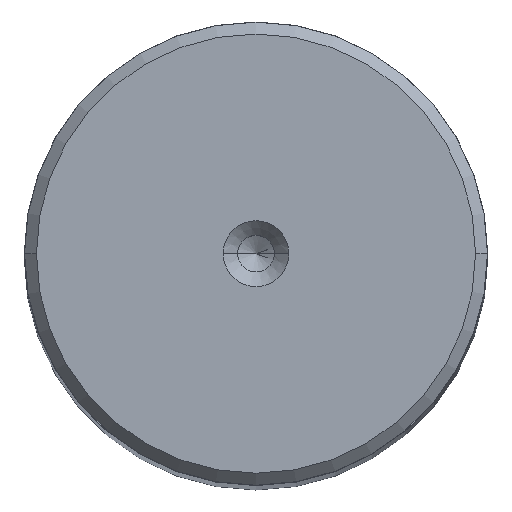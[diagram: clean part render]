
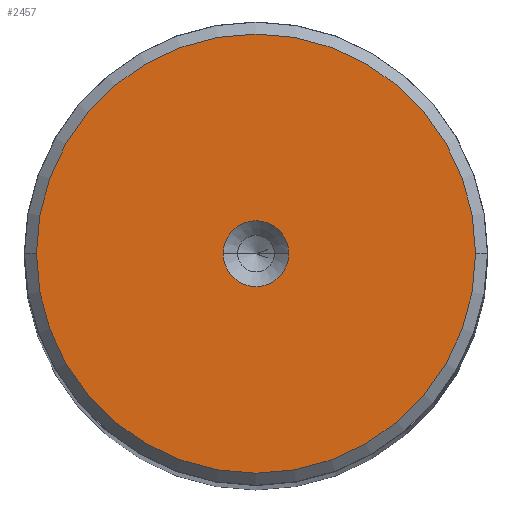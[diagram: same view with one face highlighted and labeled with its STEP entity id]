
A CAD part, top view. The second image highlights one B-rep face of the part: STEP entity #2457.
In plain terms, the highlighted planar face has unit normal (0, 0, 1).
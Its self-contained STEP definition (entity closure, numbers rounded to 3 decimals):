
#53 = AXIS2_PLACEMENT_3D ( 'NONE', #203, #1558, #1749 ) ;
#203 = CARTESIAN_POINT ( 'NONE',  ( 0., 0., 220. ) ) ;
#222 = CARTESIAN_POINT ( 'NONE',  ( 0., 0., 220. ) ) ;
#227 = EDGE_CURVE ( 'NONE', #301, #236, #610, .T. ) ;
#236 = VERTEX_POINT ( 'NONE', #973 ) ;
#253 = DIRECTION ( 'NONE',  ( 1., 0., 0. ) ) ;
#300 = AXIS2_PLACEMENT_3D ( 'NONE', #1557, #645, #1783 ) ;
#301 = VERTEX_POINT ( 'NONE', #708 ) ;
#354 = EDGE_LOOP ( 'NONE', ( #1846, #1319 ) ) ;
#446 = VERTEX_POINT ( 'NONE', #486 ) ;
#476 = ORIENTED_EDGE ( 'NONE', *, *, #1316, .F. ) ;
#486 = CARTESIAN_POINT ( 'NONE',  ( 18.014, 0., 220. ) ) ;
#610 = CIRCLE ( 'NONE', #300, 2.7 ) ;
#645 = DIRECTION ( 'NONE',  ( 0., 0., 1. ) ) ;
#682 = CARTESIAN_POINT ( 'NONE',  ( 0., 0., 220. ) ) ;
#708 = CARTESIAN_POINT ( 'NONE',  ( 2.7, 0., 220. ) ) ;
#799 = CARTESIAN_POINT ( 'NONE',  ( 0., 0., 220. ) ) ;
#890 = CIRCLE ( 'NONE', #1972, 18.014 ) ;
#917 = FACE_OUTER_BOUND ( 'NONE', #354, .T. ) ;
#973 = CARTESIAN_POINT ( 'NONE',  ( -2.7, 0., 220. ) ) ;
#1158 = VERTEX_POINT ( 'NONE', #2409 ) ;
#1175 = AXIS2_PLACEMENT_3D ( 'NONE', #222, #1375, #253 ) ;
#1316 = EDGE_CURVE ( 'NONE', #236, #301, #1513, .T. ) ;
#1319 = ORIENTED_EDGE ( 'NONE', *, *, #2373, .T. ) ;
#1368 = EDGE_CURVE ( 'NONE', #1158, #446, #890, .T. ) ;
#1375 = DIRECTION ( 'NONE',  ( 0., 0., 1. ) ) ;
#1379 = DIRECTION ( 'NONE',  ( 0., 0., 1. ) ) ;
#1513 = CIRCLE ( 'NONE', #1175, 2.7 ) ;
#1557 = CARTESIAN_POINT ( 'NONE',  ( 0., 0., 220. ) ) ;
#1558 = DIRECTION ( 'NONE',  ( 0., 0., 1. ) ) ;
#1608 = FACE_BOUND ( 'NONE', #1906, .T. ) ;
#1707 = AXIS2_PLACEMENT_3D ( 'NONE', #799, #1379, #2337 ) ;
#1749 = DIRECTION ( 'NONE',  ( 1., 0., 0. ) ) ;
#1783 = DIRECTION ( 'NONE',  ( 1., 0., 0. ) ) ;
#1797 = DIRECTION ( 'NONE',  ( 1., 0., 0. ) ) ;
#1846 = ORIENTED_EDGE ( 'NONE', *, *, #1368, .T. ) ;
#1906 = EDGE_LOOP ( 'NONE', ( #2435, #476 ) ) ;
#1935 = PLANE ( 'NONE',  #1707 ) ;
#1972 = AXIS2_PLACEMENT_3D ( 'NONE', #682, #2001, #1797 ) ;
#2001 = DIRECTION ( 'NONE',  ( 0., 0., 1. ) ) ;
#2175 = CIRCLE ( 'NONE', #53, 18.014 ) ;
#2337 = DIRECTION ( 'NONE',  ( 1., 0., 0. ) ) ;
#2373 = EDGE_CURVE ( 'NONE', #446, #1158, #2175, .T. ) ;
#2409 = CARTESIAN_POINT ( 'NONE',  ( -18.014, 0., 220. ) ) ;
#2435 = ORIENTED_EDGE ( 'NONE', *, *, #227, .F. ) ;
#2457 = ADVANCED_FACE ( 'NONE', ( #1608, #917 ), #1935, .T. ) ;
